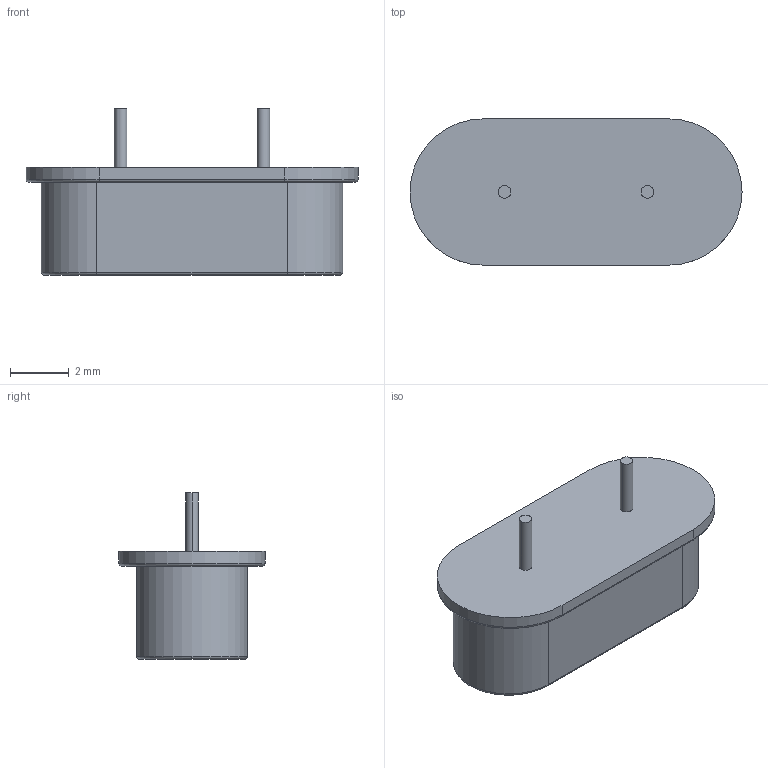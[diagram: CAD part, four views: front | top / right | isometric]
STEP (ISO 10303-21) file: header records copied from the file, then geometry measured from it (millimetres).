
FILE_DESCRIPTION (( 'STEP AP214' ), '1' );
FILE_NAME ('xtalcrystal.STEP', '2019-06-30T18:53:32', ( '' ), ( '' ), 'SwSTEP 2.0', 'SolidWorks 2018', '' );
FILE_SCHEMA (( 'AUTOMOTIVE_DESIGN' ));
Length unit declared in the file: millimetre
Products named in the file (1): xtalcrystal
Bounding box: 11.35 x 5 x 5.68 mm (x, y, z)
Volume: 140.8 mm3; surface area: 199.4 mm2
Topology: 1 solids, 1 shells, 29 faces, 63 edges, 39 vertices
Faces by surface type: cylinder 14, plane 9, torus 6
Entity records: 836 total; most frequent: DIRECTION 160, CARTESIAN_POINT 132, ORIENTED_EDGE 126, AXIS2_PLACEMENT_3D 67, EDGE_CURVE 63, VERTEX_POINT 39, CIRCLE 37, EDGE_LOOP 32
